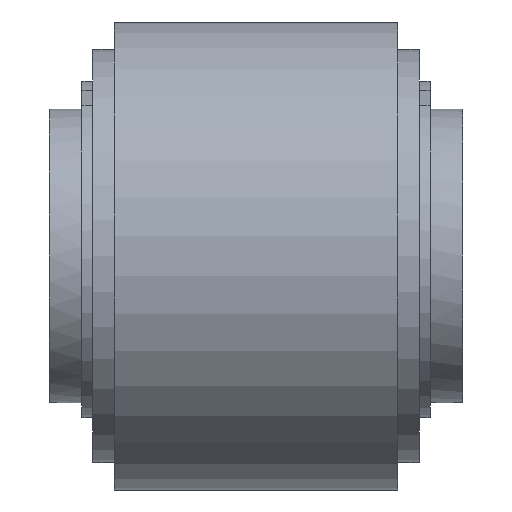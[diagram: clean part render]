
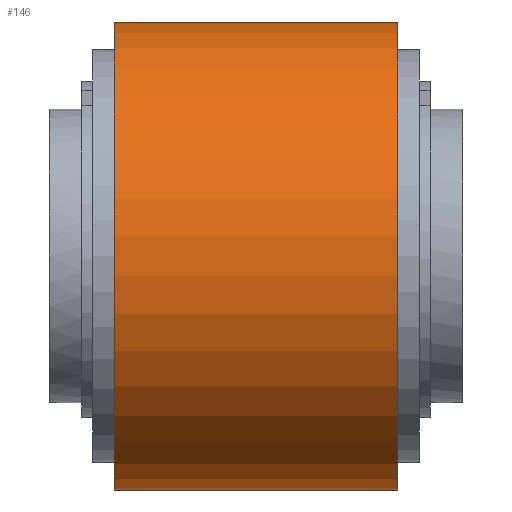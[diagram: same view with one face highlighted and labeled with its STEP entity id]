
A CAD part, left-side view. The second image highlights one B-rep face of the part: STEP entity #146.
In plain terms, the highlighted cylindrical face has radius 21.5 mm (diameter 43 mm), a partial arc.
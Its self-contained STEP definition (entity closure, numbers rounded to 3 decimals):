
#146 = ADVANCED_FACE( '', ( #319 ), #320, .T. );
#319 = FACE_OUTER_BOUND( '', #510, .T. );
#320 = CYLINDRICAL_SURFACE( '', #511, 21.5 );
#510 = EDGE_LOOP( '', ( #851, #852, #853, #854 ) );
#511 = AXIS2_PLACEMENT_3D( '', #855, #856, #857 );
#851 = ORIENTED_EDGE( '', *, *, #1064, .T. );
#852 = ORIENTED_EDGE( '', *, *, #1134, .F. );
#853 = ORIENTED_EDGE( '', *, *, #1101, .F. );
#854 = ORIENTED_EDGE( '', *, *, #1072, .T. );
#855 = CARTESIAN_POINT( '', ( 0., 13., 0. ) );
#856 = DIRECTION( '', ( 0., 1., 0. ) );
#857 = DIRECTION( '', ( 0., 0., -1. ) );
#1064 = EDGE_CURVE( '', #1258, #1265, #1267, .T. );
#1072 = EDGE_CURVE( '', #1271, #1258, #1280, .T. );
#1101 = EDGE_CURVE( '', #1271, #1324, #1325, .T. );
#1134 = EDGE_CURVE( '', #1324, #1265, #1369, .T. );
#1258 = VERTEX_POINT( '', #1548 );
#1265 = VERTEX_POINT( '', #1577 );
#1267 = CIRCLE( '', #1580, 21.5 );
#1271 = VERTEX_POINT( '', #1584 );
#1280 = LINE( '', #1628, #1629 );
#1324 = VERTEX_POINT( '', #1703 );
#1325 = CIRCLE( '', #1704, 21.5 );
#1369 = LINE( '', #1793, #1794 );
#1548 = CARTESIAN_POINT( '', ( 4.092, -13., -21.107 ) );
#1577 = CARTESIAN_POINT( '', ( 4.092, -13., 21.107 ) );
#1580 = AXIS2_PLACEMENT_3D( '', #1925, #1926, #1927 );
#1584 = CARTESIAN_POINT( '', ( 4.092, 13., -21.107 ) );
#1628 = CARTESIAN_POINT( '', ( 4.092, 13., -21.107 ) );
#1629 = VECTOR( '', #1931, 1000. );
#1703 = CARTESIAN_POINT( '', ( 4.092, 13., 21.107 ) );
#1704 = AXIS2_PLACEMENT_3D( '', #1970, #1971, #1972 );
#1793 = CARTESIAN_POINT( '', ( 4.092, 13., 21.107 ) );
#1794 = VECTOR( '', #2011, 1000. );
#1925 = CARTESIAN_POINT( '', ( 0., -13., 0. ) );
#1926 = DIRECTION( '', ( 0., 1., 0. ) );
#1927 = DIRECTION( '', ( 1., 0., 0. ) );
#1931 = DIRECTION( '', ( 0., -1., 0. ) );
#1970 = CARTESIAN_POINT( '', ( 0., 13., 0. ) );
#1971 = DIRECTION( '', ( 0., 1., 0. ) );
#1972 = DIRECTION( '', ( 1., 0., 0. ) );
#2011 = DIRECTION( '', ( 0., -1., 0. ) );
